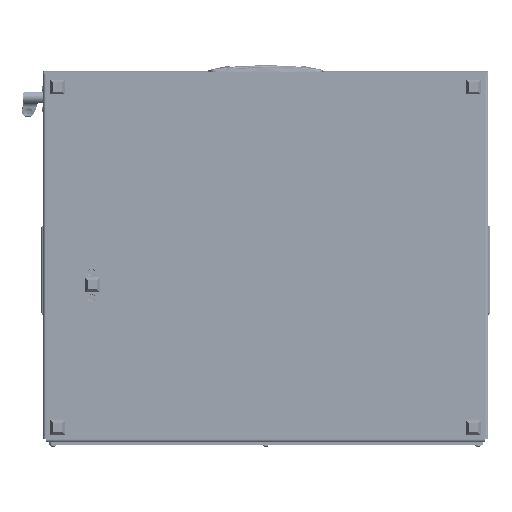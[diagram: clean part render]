
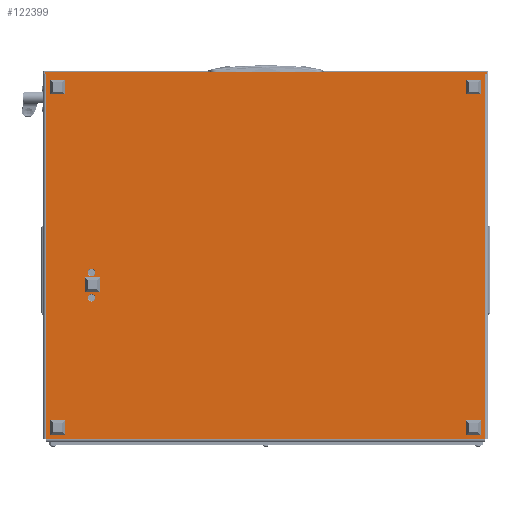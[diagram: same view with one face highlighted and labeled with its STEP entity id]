
A CAD part, front view. The second image highlights one B-rep face of the part: STEP entity #122399.
In plain terms, the highlighted face is planar.
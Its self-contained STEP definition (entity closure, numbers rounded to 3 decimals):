
#73 = CARTESIAN_POINT ( 'NONE',  ( -2., 610., 0. ) ) ;
#1250 = VERTEX_POINT ( 'NONE', #97268 ) ;
#1296 = LINE ( 'NONE', #9387, #7811 ) ;
#1833 = EDGE_CURVE ( 'NONE', #48325, #52637, #93700, .T. ) ;
#2699 = CARTESIAN_POINT ( 'NONE',  ( 506., 608., 0. ) ) ;
#2705 = VERTEX_POINT ( 'NONE', #73 ) ;
#3009 = DIRECTION ( 'NONE',  ( -1., 0., 0. ) ) ;
#3287 = ORIENTED_EDGE ( 'NONE', *, *, #6886, .T. ) ;
#6886 = EDGE_CURVE ( 'NONE', #45947, #2705, #46904, .T. ) ;
#7811 = VECTOR ( 'NONE', #121607, 1000. ) ;
#7815 = EDGE_CURVE ( 'NONE', #123231, #81577, #75470, .T. ) ;
#8951 = VERTEX_POINT ( 'NONE', #11917 ) ;
#9089 = CARTESIAN_POINT ( 'NONE',  ( 310., 545., 0. ) ) ;
#9387 = CARTESIAN_POINT ( 'NONE',  ( 0., 608., 0. ) ) ;
#9515 = DIRECTION ( 'NONE',  ( 0., -1., 0. ) ) ;
#10375 = AXIS2_PLACEMENT_3D ( 'NONE', #51636, #10479, #93239 ) ;
#10479 = DIRECTION ( 'NONE',  ( 0., 0., -1. ) ) ;
#11717 = DIRECTION ( 'NONE',  ( 0., 1., 0. ) ) ;
#11866 = ORIENTED_EDGE ( 'NONE', *, *, #129668, .F. ) ;
#11917 = CARTESIAN_POINT ( 'NONE',  ( 0., 610., 0. ) ) ;
#12198 = CARTESIAN_POINT ( 'NONE',  ( 269.8, 545., 0. ) ) ;
#14891 = DIRECTION ( 'NONE',  ( -1., 0., 0. ) ) ;
#20857 = DIRECTION ( 'NONE',  ( 0., 0., -1. ) ) ;
#21419 = LINE ( 'NONE', #132521, #32785 ) ;
#21664 = CARTESIAN_POINT ( 'NONE',  ( 0., -4., 0. ) ) ;
#23219 = DIRECTION ( 'NONE',  ( -1., 0., 0. ) ) ;
#23649 = CIRCLE ( 'NONE', #10375, 5.2 ) ;
#24299 = VECTOR ( 'NONE', #64226, 1000. ) ;
#27544 = LINE ( 'NONE', #21664, #106771 ) ;
#32249 = ORIENTED_EDGE ( 'NONE', *, *, #119013, .F. ) ;
#32785 = VECTOR ( 'NONE', #38567, 1000. ) ;
#34056 = LINE ( 'NONE', #55568, #24299 ) ;
#34870 = EDGE_LOOP ( 'NONE', ( #32249, #72375, #3287, #82513, #11866, #59940, #43856, #107498 ) ) ;
#35775 = CARTESIAN_POINT ( 'NONE',  ( 0., 608., 0. ) ) ;
#38259 = CARTESIAN_POINT ( 'NONE',  ( 315.2, 545., 0. ) ) ;
#38567 = DIRECTION ( 'NONE',  ( 0., 1., 0. ) ) ;
#43439 = FACE_OUTER_BOUND ( 'NONE', #34870, .T. ) ;
#43856 = ORIENTED_EDGE ( 'NONE', *, *, #102444, .T. ) ;
#45563 = LINE ( 'NONE', #67898, #78055 ) ;
#45689 = DIRECTION ( 'NONE',  ( 0., 0., -1. ) ) ;
#45947 = VERTEX_POINT ( 'NONE', #110570 ) ;
#46157 = EDGE_LOOP ( 'NONE', ( #51036, #55489 ) ) ;
#46904 = LINE ( 'NONE', #58625, #92182 ) ;
#48103 = ORIENTED_EDGE ( 'NONE', *, *, #52664, .F. ) ;
#48325 = VERTEX_POINT ( 'NONE', #12198 ) ;
#49748 = AXIS2_PLACEMENT_3D ( 'NONE', #35775, #45689, #14891 ) ;
#51036 = ORIENTED_EDGE ( 'NONE', *, *, #7815, .F. ) ;
#51636 = CARTESIAN_POINT ( 'NONE',  ( 310., 545., 0. ) ) ;
#52242 = CARTESIAN_POINT ( 'NONE',  ( 0., 610., 0. ) ) ;
#52468 = CARTESIAN_POINT ( 'NONE',  ( 304.8, 545., 0. ) ) ;
#52637 = VERTEX_POINT ( 'NONE', #128666 ) ;
#52664 = EDGE_CURVE ( 'NONE', #52637, #48325, #91542, .T. ) ;
#53544 = DIRECTION ( 'NONE',  ( 0., 0., -1. ) ) ;
#55489 = ORIENTED_EDGE ( 'NONE', *, *, #59443, .F. ) ;
#55548 = LINE ( 'NONE', #52242, #112139 ) ;
#55568 = CARTESIAN_POINT ( 'NONE',  ( 0., 0., 0. ) ) ;
#58625 = CARTESIAN_POINT ( 'NONE',  ( -2., -4., 0. ) ) ;
#58653 = VECTOR ( 'NONE', #9515, 1000. ) ;
#59261 = AXIS2_PLACEMENT_3D ( 'NONE', #95785, #65065, #3009 ) ;
#59443 = EDGE_CURVE ( 'NONE', #81577, #123231, #23649, .T. ) ;
#59940 = ORIENTED_EDGE ( 'NONE', *, *, #68403, .F. ) ;
#61137 = CARTESIAN_POINT ( 'NONE',  ( 506., 608., 0. ) ) ;
#64226 = DIRECTION ( 'NONE',  ( 1., 0., 0. ) ) ;
#65065 = DIRECTION ( 'NONE',  ( 0., 0., -1. ) ) ;
#66877 = AXIS2_PLACEMENT_3D ( 'NONE', #105074, #53544, #23219 ) ;
#67898 = CARTESIAN_POINT ( 'NONE',  ( 0., -2., 0. ) ) ;
#68403 = EDGE_CURVE ( 'NONE', #123562, #72975, #1296, .T. ) ;
#72375 = ORIENTED_EDGE ( 'NONE', *, *, #120843, .T. ) ;
#72975 = VERTEX_POINT ( 'NONE', #86848 ) ;
#75470 = CIRCLE ( 'NONE', #123440, 5.2 ) ;
#78055 = VECTOR ( 'NONE', #78307, 1000. ) ;
#78307 = DIRECTION ( 'NONE',  ( -1., 0., 0. ) ) ;
#80240 = CARTESIAN_POINT ( 'NONE',  ( 0., 0., 0. ) ) ;
#81577 = VERTEX_POINT ( 'NONE', #38259 ) ;
#82513 = ORIENTED_EDGE ( 'NONE', *, *, #92881, .T. ) ;
#85532 = FACE_BOUND ( 'NONE', #46157, .T. ) ;
#86848 = CARTESIAN_POINT ( 'NONE',  ( 0., 608., 0. ) ) ;
#91542 = CIRCLE ( 'NONE', #66877, 5.2 ) ;
#92182 = VECTOR ( 'NONE', #111060, 1000. ) ;
#92881 = EDGE_CURVE ( 'NONE', #2705, #8951, #55548, .T. ) ;
#93218 = DIRECTION ( 'NONE',  ( -1., 0., 0. ) ) ;
#93239 = DIRECTION ( 'NONE',  ( -1., 0., 0. ) ) ;
#93700 = CIRCLE ( 'NONE', #59261, 5.2 ) ;
#95250 = FACE_BOUND ( 'NONE', #108394, .T. ) ;
#95785 = CARTESIAN_POINT ( 'NONE',  ( 275., 545., 0. ) ) ;
#97212 = PLANE ( 'NONE',  #49748 ) ;
#97268 = CARTESIAN_POINT ( 'NONE',  ( 0., -2., 0. ) ) ;
#99028 = LINE ( 'NONE', #61137, #58653 ) ;
#102444 = EDGE_CURVE ( 'NONE', #123562, #110346, #99028, .T. ) ;
#105074 = CARTESIAN_POINT ( 'NONE',  ( 275., 545., 0. ) ) ;
#106771 = VECTOR ( 'NONE', #11717, 1000. ) ;
#107498 = ORIENTED_EDGE ( 'NONE', *, *, #133844, .F. ) ;
#108394 = EDGE_LOOP ( 'NONE', ( #126518, #48103 ) ) ;
#110346 = VERTEX_POINT ( 'NONE', #128426 ) ;
#110570 = CARTESIAN_POINT ( 'NONE',  ( -2., -2., 0. ) ) ;
#111060 = DIRECTION ( 'NONE',  ( 0., 1., 0. ) ) ;
#112139 = VECTOR ( 'NONE', #124600, 1000. ) ;
#119013 = EDGE_CURVE ( 'NONE', #1250, #119984, #27544, .T. ) ;
#119984 = VERTEX_POINT ( 'NONE', #80240 ) ;
#120843 = EDGE_CURVE ( 'NONE', #1250, #45947, #45563, .T. ) ;
#121607 = DIRECTION ( 'NONE',  ( -1., 0., 0. ) ) ;
#122399 = ADVANCED_FACE ( 'NONE', ( #95250, #85532, #43439 ), #97212, .T. ) ;
#123231 = VERTEX_POINT ( 'NONE', #52468 ) ;
#123440 = AXIS2_PLACEMENT_3D ( 'NONE', #9089, #20857, #93218 ) ;
#123562 = VERTEX_POINT ( 'NONE', #2699 ) ;
#124600 = DIRECTION ( 'NONE',  ( 1., 0., 0. ) ) ;
#126518 = ORIENTED_EDGE ( 'NONE', *, *, #1833, .F. ) ;
#128426 = CARTESIAN_POINT ( 'NONE',  ( 506., 0., 0. ) ) ;
#128666 = CARTESIAN_POINT ( 'NONE',  ( 280.2, 545., 0. ) ) ;
#129668 = EDGE_CURVE ( 'NONE', #72975, #8951, #21419, .T. ) ;
#132521 = CARTESIAN_POINT ( 'NONE',  ( 0., -4., 0. ) ) ;
#133844 = EDGE_CURVE ( 'NONE', #119984, #110346, #34056, .T. ) ;
